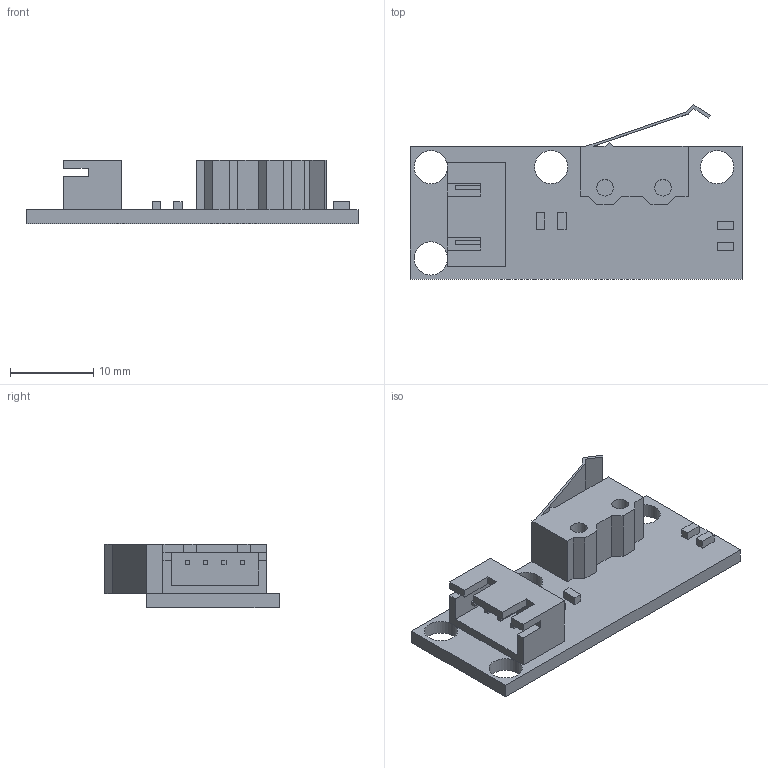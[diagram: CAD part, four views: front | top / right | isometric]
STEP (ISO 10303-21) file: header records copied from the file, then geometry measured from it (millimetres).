
FILE_DESCRIPTION(('FreeCAD Model'),'2;1');
FILE_NAME('endstop-v-1-2-makerbot.step', '2015-07-15T12:56:06',('Author'),(''), 'Open CASCADE STEP processor 6.8','FreeCAD','Unknown');
FILE_SCHEMA(('AUTOMOTIVE_DESIGN_CC2 { 1 2 10303 214 -1 1 5 4 }'));
Length unit declared in the file: millimetre
Products named in the file (1): refine_Pad003
Bounding box: 40 x 21 x 7.7 mm (x, y, z)
Volume: 1767.8 mm3; surface area: 2431.4 mm2
Topology: 1 solids, 1 shells, 100 faces, 273 edges, 184 vertices
Faces by surface type: plane 94, cylinder 6
Full cylindrical faces by diameter (mm): 2 x2, 4 x4
Entity records: 7540 total; most frequent: CARTESIAN_POINT 1153, DIRECTION 1006, LINE 772, VECTOR 772, ORIENTED_EDGE 546, PCURVE 546, DEFINITIONAL_REPRESENTATION 546, EDGE_CURVE 273
